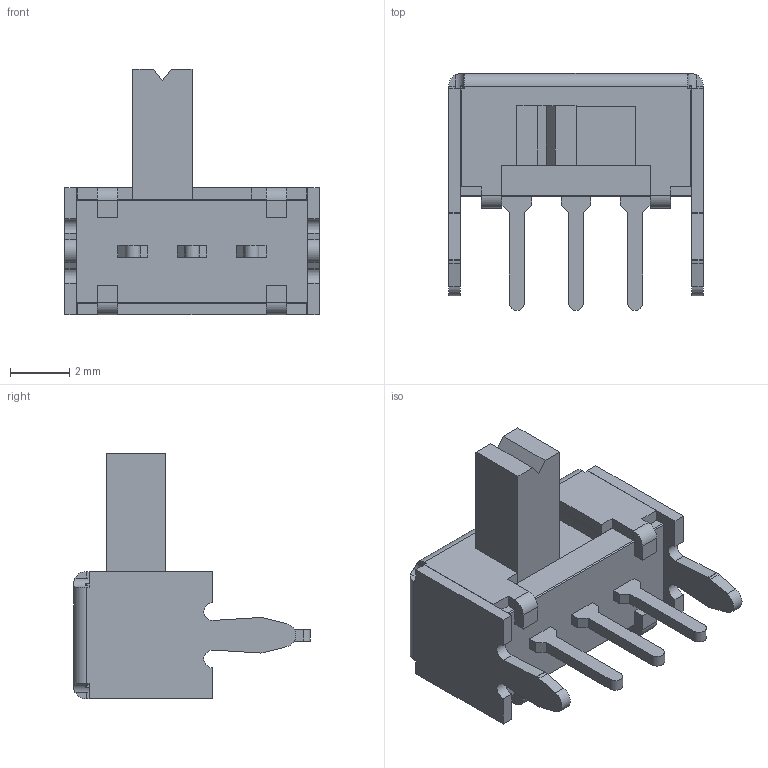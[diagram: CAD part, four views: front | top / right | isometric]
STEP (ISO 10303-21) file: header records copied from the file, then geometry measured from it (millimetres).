
FILE_DESCRIPTION (( 'STEP AP214' ), '1' );
FILE_NAME ('SK12D07VG4.STEP', '2025-03-29T01:50:15', ( '' ), ( '' ), 'SwSTEP 2.0', 'SolidWorks 2021', '' );
FILE_SCHEMA (( 'AUTOMOTIVE_DESIGN' ));
Length unit declared in the file: millimetre
Products named in the file (1): SK12D07VG4
Bounding box: 8.6 x 8 x 8.3 mm (x, y, z)
Volume: 167.4 mm3; surface area: 534.9 mm2
Topology: 7 solids, 7 shells, 195 faces, 499 edges, 318 vertices
Faces by surface type: plane 158, cylinder 37
Entity records: 5995 total; most frequent: CARTESIAN_POINT 1157, ORIENTED_EDGE 998, DIRECTION 949, EDGE_CURVE 499, VECTOR 409, LINE 409, VERTEX_POINT 318, AXIS2_PLACEMENT_3D 270
